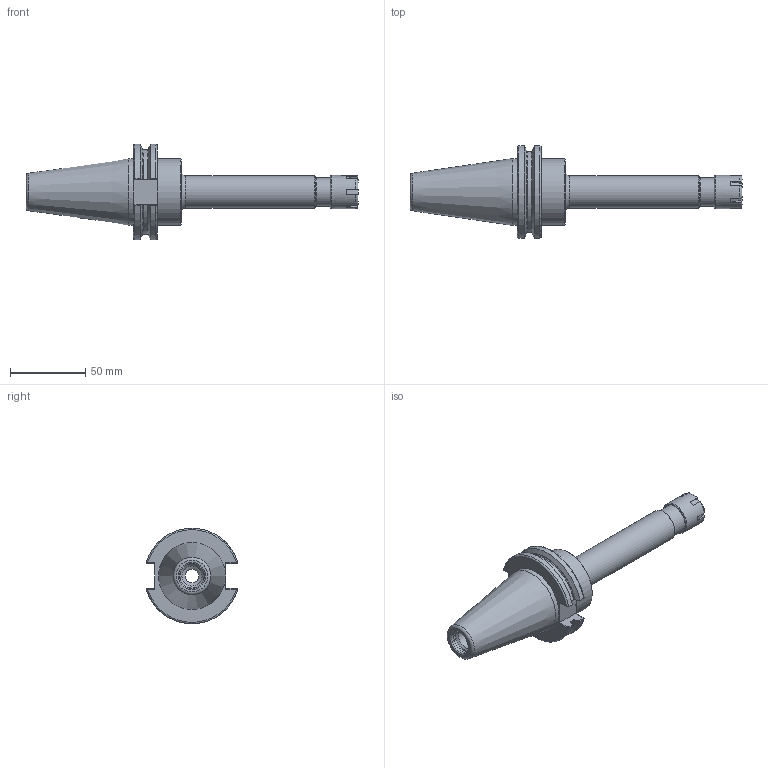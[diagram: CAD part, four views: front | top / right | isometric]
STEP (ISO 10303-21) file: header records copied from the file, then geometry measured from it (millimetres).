
FILE_DESCRIPTION(/* description */ (''),/* implementation_level */ '2;1');
FILE_NAME(/* name */ 'CAT40-ER16M-0600.stp',/* time_stamp */ '2019-05-29T16:51:48-05:00',/* author */ ('ldfli'),/* organization */ ('Pioneer N.A.'),/* preprocessor_version */ 'ST-DEVELOPER v18',/* originating_system */ 'Autodesk Inventor LT',/* authorisation */ '');
FILE_SCHEMA (('AUTOMOTIVE_DESIGN { 1 0 10303 214 3 1 1 }'));
Length unit declared in the file: millimetre
Products named in the file (1): CAT40-ER16M-0600
Bounding box: 220.66 x 61.14 x 63.31 mm (x, y, z)
Volume: 159063.4 mm3; surface area: 35294.3 mm2
Topology: 2 solids, 2 shells, 137 faces, 388 edges, 264 vertices
Faces by surface type: plane 57, cylinder 23, torus 22, cone 19, bspline 16
Full cylindrical faces by diameter (mm): 9.1 x1, 9.728 x1, 10 x1, 11.21 x1, 12.55 x1, 13.494 x1, 16.3 x2, 16.8 x1, 18 x1, 18.5 x1, 19 x1, 19.4 x1, 21.5 x1, 22 x1, 44.45 x2
Entity records: 5354 total; most frequent: CARTESIAN_POINT 1769, ORIENTED_EDGE 774, DIRECTION 724, EDGE_CURVE 387, AXIS2_PLACEMENT_3D 283, VERTEX_POINT 264, LINE 158, VECTOR 158
